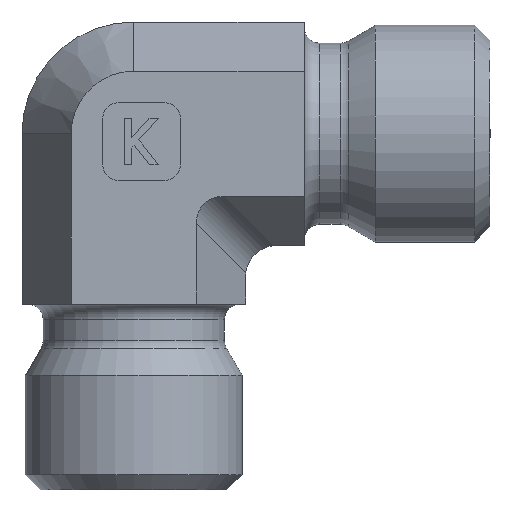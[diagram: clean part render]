
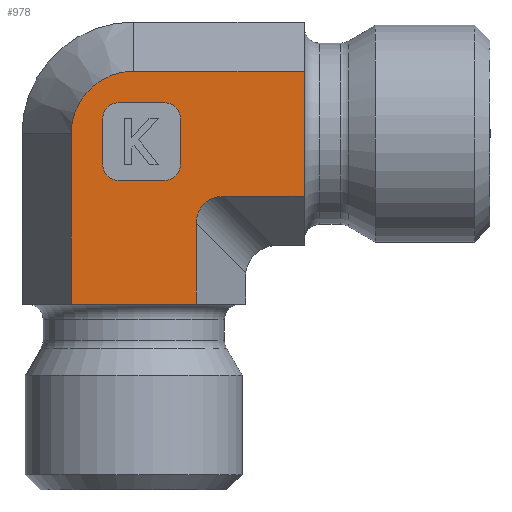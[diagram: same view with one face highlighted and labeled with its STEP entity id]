
A CAD part, left-side view. The second image highlights one B-rep face of the part: STEP entity #978.
In plain terms, the highlighted planar face has unit normal (-1, 0, 0).
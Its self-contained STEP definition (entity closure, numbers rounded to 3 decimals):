
#221=CARTESIAN_POINT('',(-26.485,5.502,3.));
#222=VERTEX_POINT('',#221);
#231=CARTESIAN_POINT('',(-26.485,13.585,3.));
#232=VERTEX_POINT('',#231);
#233=CARTESIAN_POINT('',(-26.485,13.585,3.));
#234=DIRECTION('',(0.0,-1.0,0.0));
#235=VECTOR('',#234,8.083);
#236=LINE('',#233,#235);
#237=EDGE_CURVE('',#232,#222,#236,.T.);
#425=CARTESIAN_POINT('',(-26.485,5.502,8.226));
#426=VERTEX_POINT('',#425);
#433=CARTESIAN_POINT('',(-26.485,5.502,3.));
#434=DIRECTION('',(0.0,0.0,1.0));
#435=VECTOR('',#434,5.226);
#436=LINE('',#433,#435);
#437=EDGE_CURVE('',#222,#426,#436,.T.);
#799=CARTESIAN_POINT('',(-26.485,-1.456,9.959));
#800=VERTEX_POINT('',#799);
#801=CARTESIAN_POINT('',(-26.485,-1.456,18.041));
#802=VERTEX_POINT('',#801);
#803=CARTESIAN_POINT('',(-26.485,-1.456,9.959));
#804=DIRECTION('',(0.0,0.0,1.0));
#805=VECTOR('',#804,8.083);
#806=LINE('',#803,#805);
#807=EDGE_CURVE('',#800,#802,#806,.T.);
#860=CARTESIAN_POINT('',(-26.485,5.502,0.0));
#861=DIRECTION('',(-1.0,0.0,0.0));
#862=DIRECTION('',(0.0,0.0,1.0));
#863=AXIS2_PLACEMENT_3D('',#860,#861,#862);
#864=PLANE('',#863);
#865=ORIENTED_EDGE('',*,*,#237,.T.);
#866=ORIENTED_EDGE('',*,*,#437,.T.);
#867=CARTESIAN_POINT('',(-26.485,3.77,9.959));
#868=VERTEX_POINT('',#867);
#869=CARTESIAN_POINT('',(-26.485,3.193,7.649));
#870=DIRECTION('',(-1.0,0.0,0.0));
#871=DIRECTION('',(0.0,0.707,0.707));
#872=AXIS2_PLACEMENT_3D('',#869,#870,#871);
#873=ELLIPSE('',#872,2.582,2.0);
#874=EDGE_CURVE('',#868,#426,#873,.T.);
#875=ORIENTED_EDGE('',*,*,#874,.F.);
#876=CARTESIAN_POINT('',(-26.485,3.77,9.959));
#877=DIRECTION('',(0.0,-1.0,0.0));
#878=VECTOR('',#877,5.226);
#879=LINE('',#876,#878);
#880=EDGE_CURVE('',#868,#800,#879,.T.);
#881=ORIENTED_EDGE('',*,*,#880,.T.);
#882=ORIENTED_EDGE('',*,*,#807,.T.);
#883=CARTESIAN_POINT('',(-26.485,9.544,18.041));
#884=VERTEX_POINT('',#883);
#885=CARTESIAN_POINT('',(-26.485,9.544,18.041));
#886=DIRECTION('',(0.0,-1.0,0.0));
#887=VECTOR('',#886,11.0);
#888=LINE('',#885,#887);
#889=EDGE_CURVE('',#884,#802,#888,.T.);
#890=ORIENTED_EDGE('',*,*,#889,.F.);
#891=CARTESIAN_POINT('',(-26.485,13.585,14.));
#892=VERTEX_POINT('',#891);
#893=CARTESIAN_POINT('',(-26.485,9.544,14.));
#894=DIRECTION('',(-1.0,0.0,0.0));
#895=DIRECTION('',(0.0,0.0,1.0));
#896=AXIS2_PLACEMENT_3D('',#893,#894,#895);
#897=CIRCLE('',#896,4.041);
#898=EDGE_CURVE('',#884,#892,#897,.T.);
#899=ORIENTED_EDGE('',*,*,#898,.T.);
#900=CARTESIAN_POINT('',(-26.485,13.585,3.));
#901=DIRECTION('',(0.0,0.0,1.0));
#902=VECTOR('',#901,11.);
#903=LINE('',#900,#902);
#904=EDGE_CURVE('',#232,#892,#903,.T.);
#905=ORIENTED_EDGE('',*,*,#904,.F.);
#906=EDGE_LOOP('',(#865,#866,#875,#881,#882,#890,#899,#905));
#907=FACE_OUTER_BOUND('',#906,.T.);
#908=CARTESIAN_POINT('',(-26.485,7.544,11.));
#909=VERTEX_POINT('',#908);
#910=CARTESIAN_POINT('',(-26.485,10.544,11.));
#911=VERTEX_POINT('',#910);
#912=CARTESIAN_POINT('',(-26.485,7.544,11.));
#913=DIRECTION('',(0.0,1.0,0.0));
#914=VECTOR('',#913,3.0);
#915=LINE('',#912,#914);
#916=EDGE_CURVE('',#909,#911,#915,.T.);
#917=ORIENTED_EDGE('',*,*,#916,.T.);
#918=CARTESIAN_POINT('',(-26.485,11.544,12.));
#919=VERTEX_POINT('',#918);
#920=CARTESIAN_POINT('',(-26.485,10.544,12.));
#921=DIRECTION('',(-1.0,0.0,0.0));
#922=DIRECTION('',(0.0,0.707,-0.707));
#923=AXIS2_PLACEMENT_3D('',#920,#921,#922);
#924=CIRCLE('',#923,1.0);
#925=EDGE_CURVE('',#919,#911,#924,.T.);
#926=ORIENTED_EDGE('',*,*,#925,.F.);
#927=CARTESIAN_POINT('',(-26.485,11.544,15.));
#928=VERTEX_POINT('',#927);
#929=CARTESIAN_POINT('',(-26.485,11.544,12.));
#930=DIRECTION('',(0.0,0.0,1.0));
#931=VECTOR('',#930,3.);
#932=LINE('',#929,#931);
#933=EDGE_CURVE('',#919,#928,#932,.T.);
#934=ORIENTED_EDGE('',*,*,#933,.T.);
#935=CARTESIAN_POINT('',(-26.485,10.544,16.));
#936=VERTEX_POINT('',#935);
#937=CARTESIAN_POINT('',(-26.485,10.544,15.));
#938=DIRECTION('',(-1.0,0.0,0.0));
#939=DIRECTION('',(0.0,0.707,0.707));
#940=AXIS2_PLACEMENT_3D('',#937,#938,#939);
#941=CIRCLE('',#940,1.0);
#942=EDGE_CURVE('',#936,#928,#941,.T.);
#943=ORIENTED_EDGE('',*,*,#942,.F.);
#944=CARTESIAN_POINT('',(-26.485,7.544,16.));
#945=VERTEX_POINT('',#944);
#946=CARTESIAN_POINT('',(-26.485,10.544,16.));
#947=DIRECTION('',(0.0,-1.0,0.0));
#948=VECTOR('',#947,3.0);
#949=LINE('',#946,#948);
#950=EDGE_CURVE('',#936,#945,#949,.T.);
#951=ORIENTED_EDGE('',*,*,#950,.T.);
#952=CARTESIAN_POINT('',(-26.485,6.544,15.));
#953=VERTEX_POINT('',#952);
#954=CARTESIAN_POINT('',(-26.485,7.544,15.));
#955=DIRECTION('',(-1.0,0.0,0.0));
#956=DIRECTION('',(0.0,-0.707,0.707));
#957=AXIS2_PLACEMENT_3D('',#954,#955,#956);
#958=CIRCLE('',#957,1.0);
#959=EDGE_CURVE('',#953,#945,#958,.T.);
#960=ORIENTED_EDGE('',*,*,#959,.F.);
#961=CARTESIAN_POINT('',(-26.485,6.544,12.));
#962=VERTEX_POINT('',#961);
#963=CARTESIAN_POINT('',(-26.485,6.544,15.));
#964=DIRECTION('',(0.0,0.0,-1.0));
#965=VECTOR('',#964,3.0);
#966=LINE('',#963,#965);
#967=EDGE_CURVE('',#953,#962,#966,.T.);
#968=ORIENTED_EDGE('',*,*,#967,.T.);
#969=CARTESIAN_POINT('',(-26.485,7.544,12.));
#970=DIRECTION('',(-1.0,0.0,0.0));
#971=DIRECTION('',(0.0,-0.707,-0.707));
#972=AXIS2_PLACEMENT_3D('',#969,#970,#971);
#973=CIRCLE('',#972,1.0);
#974=EDGE_CURVE('',#909,#962,#973,.T.);
#975=ORIENTED_EDGE('',*,*,#974,.F.);
#976=EDGE_LOOP('',(#917,#926,#934,#943,#951,#960,#968,#975));
#977=FACE_BOUND('',#976,.T.);
#978=ADVANCED_FACE('',(#907,#977),#864,.T.);
